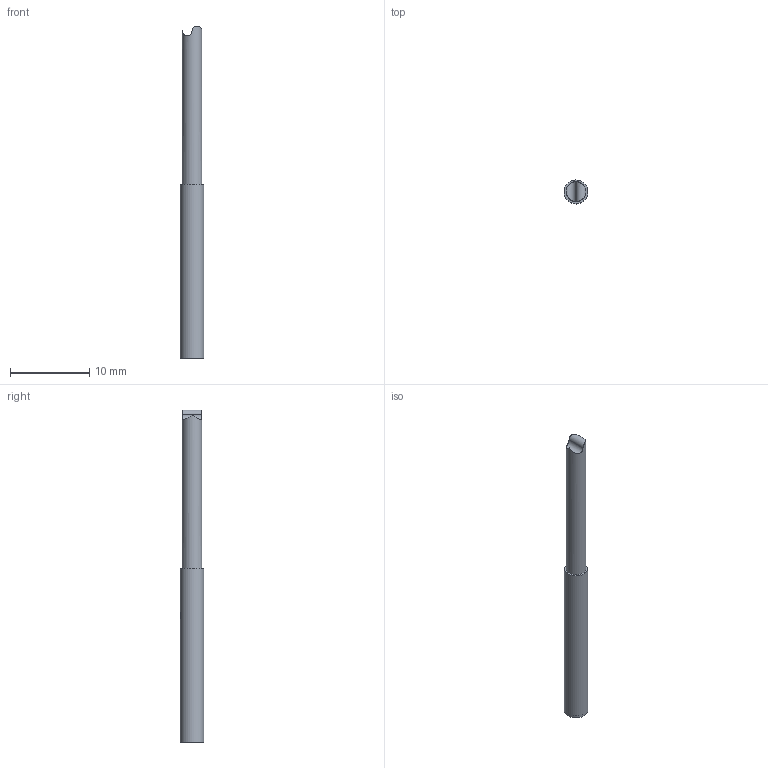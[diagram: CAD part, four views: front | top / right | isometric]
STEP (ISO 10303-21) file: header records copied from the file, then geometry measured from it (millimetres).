
FILE_DESCRIPTION(/* description */ (''),/* implementation_level */ '2;1');
FILE_NAME(/* name */ 'IBR30106.stp',/* time_stamp */ '2016-10-04T13:43:24+02:00',/* author */ ('mitarbeiter'),/* organization */ (''),/* preprocessor_version */ 'ST-DEVELOPER v15.2',/* originating_system */ 'Autodesk Inventor 2014',/* authorisation */ '');
FILE_SCHEMA (('AUTOMOTIVE_DESIGN { 1 0 10303 214 3 1 1 }'));
Length unit declared in the file: millimetre
Products named in the file (1): IBR30106
Bounding box: 3 x 3 x 42 mm (x, y, z)
Volume: 250.2 mm3; surface area: 381.9 mm2
Topology: 1 solids, 1 shells, 12 faces, 22 edges, 16 vertices
Faces by surface type: cylinder 7, plane 5
Full cylindrical faces by diameter (mm): 1 x1, 2.5 x1, 2.7 x1, 2.828 x1, 3 x1
Entity records: 389 total; most frequent: CARTESIAN_POINT 147, DIRECTION 43, ORIENTED_EDGE 32, EDGE_LOOP 21, AXIS2_PLACEMENT_3D 21, EDGE_CURVE 16, VERTEX_POINT 15, FACE_OUTER_BOUND 12
